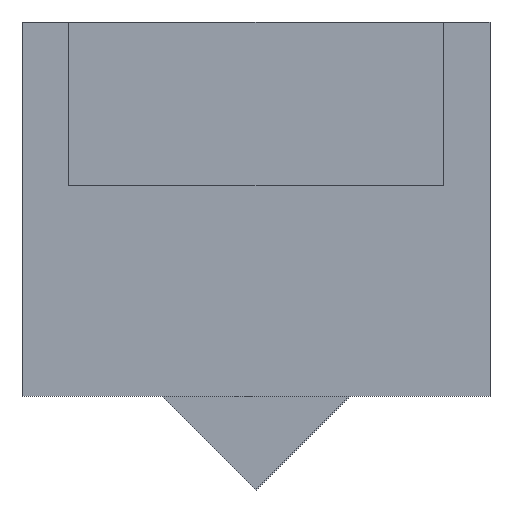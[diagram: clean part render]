
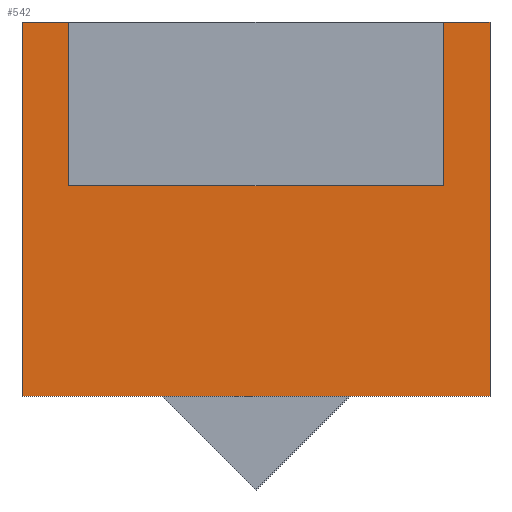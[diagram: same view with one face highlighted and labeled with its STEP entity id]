
A CAD part, left-side view. The second image highlights one B-rep face of the part: STEP entity #542.
In plain terms, the highlighted planar face has unit normal (-1, 0, 0).
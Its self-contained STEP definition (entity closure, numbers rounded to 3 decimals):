
#518=AXIS2_PLACEMENT_3D('Plane Axis2P3D',#515,#516,#517) ;
#328=CARTESIAN_POINT('Vertex',(-35.,40.,15.)) ;
#333=CARTESIAN_POINT('Line Origine',(-35.,0.,15.)) ;
#337=CARTESIAN_POINT('Vertex',(-35.,-40.,15.)) ;
#390=CARTESIAN_POINT('Line Origine',(-35.,-40.,32.5)) ;
#394=CARTESIAN_POINT('Vertex',(-35.,-40.,50.)) ;
#418=CARTESIAN_POINT('Vertex',(-35.,40.,50.)) ;
#421=CARTESIAN_POINT('Line Origine',(-35.,40.,32.5)) ;
#444=CARTESIAN_POINT('Vertex',(-35.,50.,50.)) ;
#456=CARTESIAN_POINT('Vertex',(-35.,50.,-30.)) ;
#459=CARTESIAN_POINT('Line Origine',(-35.,50.,10.)) ;
#480=CARTESIAN_POINT('Line Origine',(-35.,45.,50.)) ;
#485=CARTESIAN_POINT('Line Origine',(-35.,-45.,50.)) ;
#489=CARTESIAN_POINT('Vertex',(-35.,-50.,50.)) ;
#515=CARTESIAN_POINT('Axis2P3D Location',(-35.,0.,0.)) ;
#520=CARTESIAN_POINT('Line Origine',(-35.,0.,-30.)) ;
#524=CARTESIAN_POINT('Vertex',(-35.,-50.,-30.)) ;
#527=CARTESIAN_POINT('Line Origine',(-35.,-50.,10.)) ;
#334=DIRECTION('Vector Direction',(0.,-1.,0.)) ;
#391=DIRECTION('Vector Direction',(0.,0.,1.)) ;
#422=DIRECTION('Vector Direction',(0.,0.,1.)) ;
#460=DIRECTION('Vector Direction',(0.,0.,1.)) ;
#481=DIRECTION('Vector Direction',(0.,-1.,0.)) ;
#486=DIRECTION('Vector Direction',(0.,-1.,0.)) ;
#516=DIRECTION('Axis2P3D Direction',(-1.,0.,0.)) ;
#517=DIRECTION('Axis2P3D XDirection',(0.,-1.,0.)) ;
#521=DIRECTION('Vector Direction',(0.,1.,0.)) ;
#528=DIRECTION('Vector Direction',(0.,0.,1.)) ;
#335=VECTOR('Line Direction',#334,1.) ;
#392=VECTOR('Line Direction',#391,1.) ;
#423=VECTOR('Line Direction',#422,1.) ;
#461=VECTOR('Line Direction',#460,1.) ;
#482=VECTOR('Line Direction',#481,1.) ;
#487=VECTOR('Line Direction',#486,1.) ;
#522=VECTOR('Line Direction',#521,1.) ;
#529=VECTOR('Line Direction',#528,1.) ;
#533=ORIENTED_EDGE('',*,*,#463,.F.) ;
#534=ORIENTED_EDGE('',*,*,#526,.T.) ;
#535=ORIENTED_EDGE('',*,*,#531,.T.) ;
#536=ORIENTED_EDGE('',*,*,#491,.F.) ;
#537=ORIENTED_EDGE('',*,*,#396,.F.) ;
#538=ORIENTED_EDGE('',*,*,#339,.T.) ;
#539=ORIENTED_EDGE('',*,*,#425,.T.) ;
#540=ORIENTED_EDGE('',*,*,#484,.F.) ;
#542=ADVANCED_FACE('Corps principal',(#541),#519,.T.) ;
#339=EDGE_CURVE('',#338,#329,#336,.F.) ;
#396=EDGE_CURVE('',#338,#395,#393,.T.) ;
#425=EDGE_CURVE('',#329,#419,#424,.T.) ;
#463=EDGE_CURVE('',#457,#445,#462,.T.) ;
#484=EDGE_CURVE('',#445,#419,#483,.T.) ;
#491=EDGE_CURVE('',#395,#490,#488,.T.) ;
#526=EDGE_CURVE('',#457,#525,#523,.F.) ;
#531=EDGE_CURVE('',#525,#490,#530,.T.) ;
#532=EDGE_LOOP('',(#533,#534,#535,#536,#537,#538,#539,#540)) ;
#541=FACE_OUTER_BOUND('',#532,.T.) ;
#336=LINE('Line',#333,#335) ;
#393=LINE('Line',#390,#392) ;
#424=LINE('Line',#421,#423) ;
#462=LINE('Line',#459,#461) ;
#483=LINE('Line',#480,#482) ;
#488=LINE('Line',#485,#487) ;
#523=LINE('Line',#520,#522) ;
#530=LINE('Line',#527,#529) ;
#519=PLANE('Plane',#518) ;
#329=VERTEX_POINT('',#328) ;
#338=VERTEX_POINT('',#337) ;
#395=VERTEX_POINT('',#394) ;
#419=VERTEX_POINT('',#418) ;
#445=VERTEX_POINT('',#444) ;
#457=VERTEX_POINT('',#456) ;
#490=VERTEX_POINT('',#489) ;
#525=VERTEX_POINT('',#524) ;
